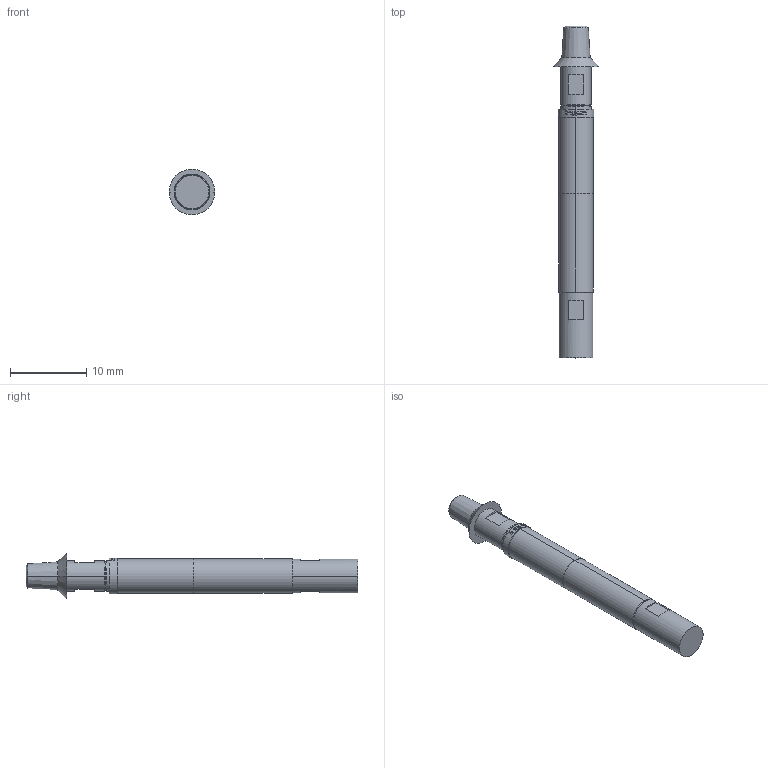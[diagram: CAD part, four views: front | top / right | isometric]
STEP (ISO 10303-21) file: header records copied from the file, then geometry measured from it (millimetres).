
FILE_DESCRIPTION (( 'STEP AP203' ), '1' );
FILE_NAME ('INGUN_HFS-8x0_308_080_A_xx42_ZE3.STEP', '2022-04-26T12:38:04', ( 'ochi' ), ( '' ), 'SwSTEP 2.0', 'SolidWorks 2018', '' );
FILE_SCHEMA (( 'CONFIG_CONTROL_DESIGN' ));
Length unit declared in the file: millimetre
Products named in the file (1): INGUN_HFS-8x0_308_080_A_xx42_ZE3
Bounding box: 6 x 43.4 x 6 mm (x, y, z)
Volume: 625.9 mm3; surface area: 669.4 mm2
Topology: 1 solids, 1 shells, 130 faces, 312 edges, 201 vertices
Faces by surface type: plane 51, bspline 35, cylinder 28, cone 16
Entity records: 4773 total; most frequent: CARTESIAN_POINT 2108, ORIENTED_EDGE 620, DIRECTION 372, EDGE_CURVE 310, VERTEX_POINT 201, B_SPLINE_CURVE_WITH_KNOTS 193, AXIS2_PLACEMENT_3D 159, EDGE_LOOP 149
